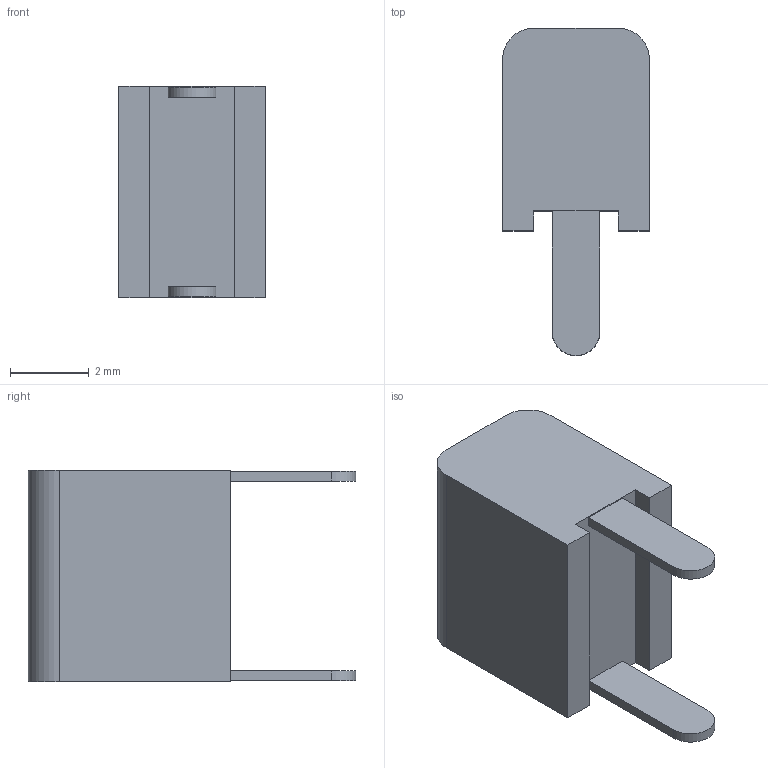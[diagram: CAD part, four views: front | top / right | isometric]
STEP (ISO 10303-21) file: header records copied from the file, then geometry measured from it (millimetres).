
FILE_DESCRIPTION((''),'2;1');
FILE_NAME('105-110X-001','2020-12-08T',('msouriphong'),(''),'PRO/ENGINEER BY PARAMETRIC TECHNOLOGY CORPORATION, 2011490','PRO/ENGINEER BY PARAMETRIC TECHNOLOGY CORPORATION, 2011490','');
FILE_SCHEMA(('CONFIG_CONTROL_DESIGN'));
Length unit declared in the file: inch
Products named in the file (1): 105-110X-001
Bounding box: 3.73 x 8.33 x 5.38 mm (x, y, z)
Volume: 95.1 mm3; surface area: 160.3 mm2
Topology: 1 solids, 1 shells, 33 faces, 87 edges, 58 vertices
Faces by surface type: plane 25, cylinder 8
Entity records: 1085 total; most frequent: CARTESIAN_POINT 206, ORIENTED_EDGE 174, DIRECTION 169, EDGE_CURVE 87, VECTOR 63, LINE 63, VERTEX_POINT 58, AXIS2_PLACEMENT_3D 53
